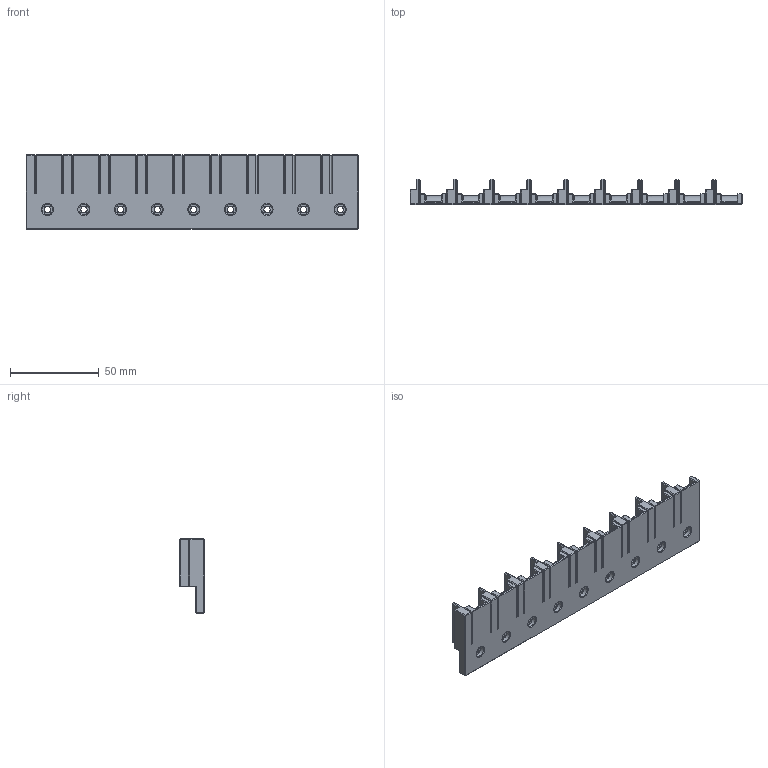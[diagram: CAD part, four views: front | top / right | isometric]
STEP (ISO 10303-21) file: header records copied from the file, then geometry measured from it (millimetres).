
FILE_DESCRIPTION(/* description */ (''),/* implementation_level */ '2;1');
FILE_NAME(/* name */ 'array-latch-9a.step',/* time_stamp */ '2023-05-07T20:45:22-04:00',/* author */ (''),/* organization */ (''),/* preprocessor_version */ 'ST-DEVELOPER v19.2',/* originating_system */ 'Autodesk Translation Framework v12.4.0.73',/* authorisation */ '');
FILE_SCHEMA (('AUTOMOTIVE_DESIGN { 1 0 10303 214 3 1 1 }'));
Length unit declared in the file: millimetre
Products named in the file (1): a
Bounding box: 186.8 x 14 x 41.8 mm (x, y, z)
Volume: 39157.8 mm3; surface area: 26584.3 mm2
Topology: 1 solids, 1 shells, 933 faces, 2127 edges, 1197 vertices
Faces by surface type: plane 888, cylinder 27, cone 18
Full cylindrical faces by diameter (mm): 3.5 x9, 6 x9
Entity records: 24961 total; most frequent: CARTESIAN_POINT 4303, ORIENTED_EDGE 4254, DIRECTION 4112, EDGE_CURVE 2127, LINE 1974, VECTOR 1974, VERTEX_POINT 1197, AXIS2_PLACEMENT_3D 1069
